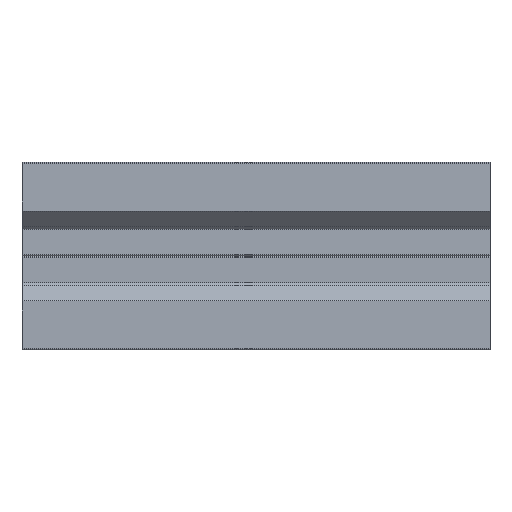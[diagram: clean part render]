
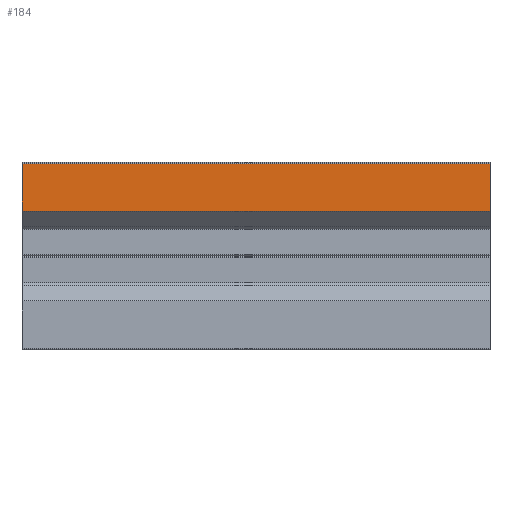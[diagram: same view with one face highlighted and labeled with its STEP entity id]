
A CAD part, left-side view. The second image highlights one B-rep face of the part: STEP entity #184.
In plain terms, the highlighted planar face has unit normal (-1, 0, 0).
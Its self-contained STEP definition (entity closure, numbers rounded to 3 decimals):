
#176 = VECTOR ( 'NONE', #1702, 1000. ) ;
#184 = ADVANCED_FACE ( 'NONE', ( #2294 ), #766, .F. ) ;
#407 = DIRECTION ( 'NONE',  ( 0., 0., -1. ) ) ;
#478 = VECTOR ( 'NONE', #2393, 1000. ) ;
#555 = CARTESIAN_POINT ( 'NONE',  ( -10., 50., 9.86 ) ) ;
#568 = VERTEX_POINT ( 'NONE', #2043 ) ;
#586 = VERTEX_POINT ( 'NONE', #555 ) ;
#587 = DIRECTION ( 'NONE',  ( 0., 1., 0. ) ) ;
#642 = ORIENTED_EDGE ( 'NONE', *, *, #1628, .T. ) ;
#749 = DIRECTION ( 'NONE',  ( 0., -1., 0. ) ) ;
#766 = PLANE ( 'NONE',  #1745 ) ;
#787 = VECTOR ( 'NONE', #587, 1000. ) ;
#962 = VERTEX_POINT ( 'NONE', #1299 ) ;
#990 = CARTESIAN_POINT ( 'NONE',  ( -10., 50., 10. ) ) ;
#1123 = CARTESIAN_POINT ( 'NONE',  ( -10., 50., 10. ) ) ;
#1236 = VERTEX_POINT ( 'NONE', #2338 ) ;
#1299 = CARTESIAN_POINT ( 'NONE',  ( -10., 0., 4.8 ) ) ;
#1336 = CARTESIAN_POINT ( 'NONE',  ( -10., 50., 9.86 ) ) ;
#1404 = EDGE_CURVE ( 'NONE', #1236, #962, #1480, .T. ) ;
#1424 = VECTOR ( 'NONE', #749, 1000. ) ;
#1480 = LINE ( 'NONE', #1674, #1424 ) ;
#1494 = LINE ( 'NONE', #1123, #176 ) ;
#1609 = ORIENTED_EDGE ( 'NONE', *, *, #1404, .T. ) ;
#1628 = EDGE_CURVE ( 'NONE', #962, #568, #1658, .T. ) ;
#1658 = LINE ( 'NONE', #2178, #478 ) ;
#1674 = CARTESIAN_POINT ( 'NONE',  ( -10., 0., 4.8 ) ) ;
#1702 = DIRECTION ( 'NONE',  ( 0., 0., 1. ) ) ;
#1713 = ORIENTED_EDGE ( 'NONE', *, *, #2138, .T. ) ;
#1739 = DIRECTION ( 'NONE',  ( 1., 0., 0. ) ) ;
#1745 = AXIS2_PLACEMENT_3D ( 'NONE', #990, #1739, #407 ) ;
#1931 = EDGE_LOOP ( 'NONE', ( #642, #1713, #2303, #1609 ) ) ;
#2041 = LINE ( 'NONE', #1336, #787 ) ;
#2043 = CARTESIAN_POINT ( 'NONE',  ( -10., 0., 9.86 ) ) ;
#2138 = EDGE_CURVE ( 'NONE', #568, #586, #2041, .T. ) ;
#2169 = EDGE_CURVE ( 'NONE', #1236, #586, #1494, .T. ) ;
#2178 = CARTESIAN_POINT ( 'NONE',  ( -10., 0., 10. ) ) ;
#2294 = FACE_OUTER_BOUND ( 'NONE', #1931, .T. ) ;
#2303 = ORIENTED_EDGE ( 'NONE', *, *, #2169, .F. ) ;
#2338 = CARTESIAN_POINT ( 'NONE',  ( -10., 50., 4.8 ) ) ;
#2393 = DIRECTION ( 'NONE',  ( 0., 0., 1. ) ) ;
